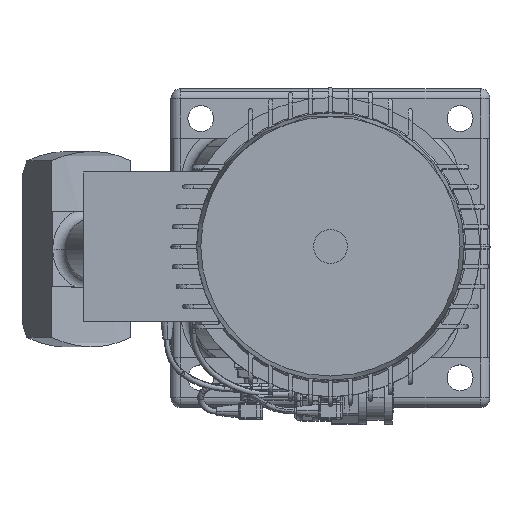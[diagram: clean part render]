
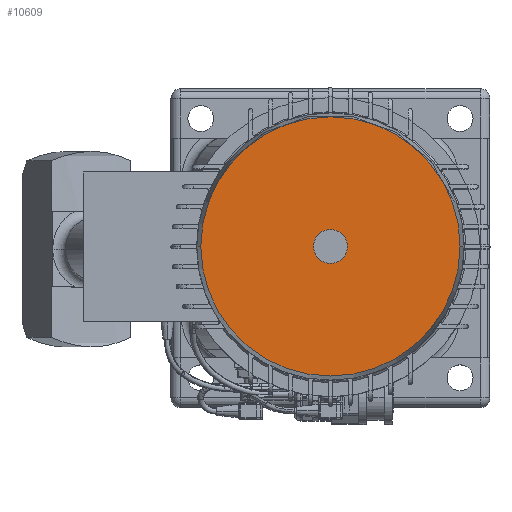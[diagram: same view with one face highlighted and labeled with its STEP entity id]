
A CAD part, top view. The second image highlights one B-rep face of the part: STEP entity #10609.
In plain terms, the highlighted planar face has unit normal (0, 0, 1).
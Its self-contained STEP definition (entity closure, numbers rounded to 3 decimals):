
#10609=ADVANCED_FACE('',(#20813,#20814),#20815,.T.);
#20813=FACE_BOUND('',#34159,.T.);
#20814=FACE_OUTER_BOUND('',#34160,.T.);
#20815=PLANE('',#34161);
#34159=EDGE_LOOP('',(#57360,#57361));
#34160=EDGE_LOOP('',(#57362,#57363));
#34161=AXIS2_PLACEMENT_3D('',#57364,#57365,#57366);
#57360=ORIENTED_EDGE('',*,*,#68005,.F.);
#57361=ORIENTED_EDGE('',*,*,#69609,.F.);
#57362=ORIENTED_EDGE('',*,*,#68013,.T.);
#57363=ORIENTED_EDGE('',*,*,#69607,.T.);
#57364=CARTESIAN_POINT('',(-36.75,0.,537.1));
#57365=DIRECTION('',(0.,0.,1.0));
#57366=DIRECTION('',(-1.0,0.,0.));
#68005=EDGE_CURVE('',#79821,#79824,#79825,.T.);
#68013=EDGE_CURVE('',#79831,#79837,#79839,.T.);
#69607=EDGE_CURVE('',#79837,#79831,#82224,.T.);
#69609=EDGE_CURVE('',#79824,#79821,#82226,.T.);
#79821=VERTEX_POINT('',#98191);
#79824=VERTEX_POINT('',#98195);
#79825=CIRCLE('',#98196,8.5);
#79831=VERTEX_POINT('',#98203);
#79837=VERTEX_POINT('',#98210);
#79839=CIRCLE('',#98213,65.);
#82224=CIRCLE('',#113660,65.);
#82226=CIRCLE('',#113662,8.5);
#98191=CARTESIAN_POINT('',(-8.5,0.,537.1));
#98195=CARTESIAN_POINT('',(8.5,0.,537.1));
#98196=AXIS2_PLACEMENT_3D('',#126005,#126006,#126007);
#98203=CARTESIAN_POINT('',(-65.,0.,537.1));
#98210=CARTESIAN_POINT('',(65.,0.,537.1));
#98213=AXIS2_PLACEMENT_3D('',#126020,#126021,#126022);
#113660=AXIS2_PLACEMENT_3D('',#127726,#127727,#127728);
#113662=AXIS2_PLACEMENT_3D('',#127729,#127730,#127731);
#126005=CARTESIAN_POINT('',(0.,0.,537.1));
#126006=DIRECTION('',(0.,0.,1.0));
#126007=DIRECTION('',(-1.0,0.,0.));
#126020=CARTESIAN_POINT('',(0.,0.,537.1));
#126021=DIRECTION('',(0.,0.,1.0));
#126022=DIRECTION('',(-1.0,0.,0.));
#127726=CARTESIAN_POINT('',(0.,0.,537.1));
#127727=DIRECTION('',(0.,0.,1.0));
#127728=DIRECTION('',(-1.0,0.,0.));
#127729=CARTESIAN_POINT('',(0.,0.,537.1));
#127730=DIRECTION('',(0.,0.,1.0));
#127731=DIRECTION('',(-1.0,0.,0.));
